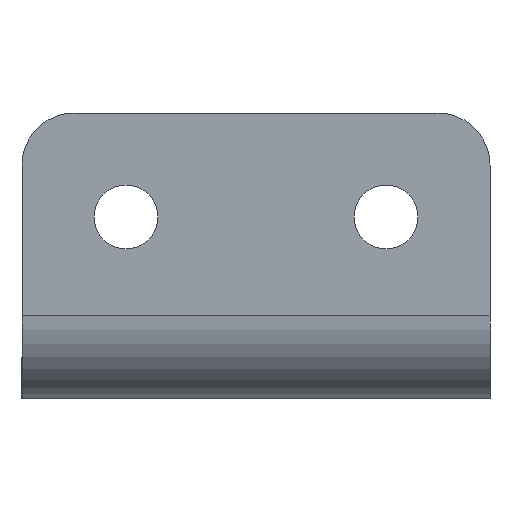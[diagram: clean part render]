
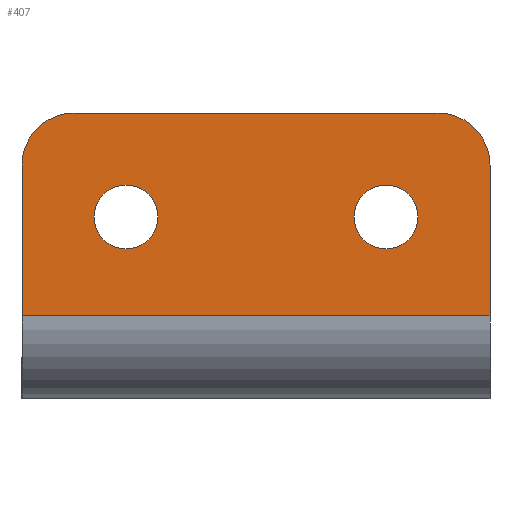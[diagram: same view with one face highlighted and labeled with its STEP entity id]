
A CAD part, front view. The second image highlights one B-rep face of the part: STEP entity #407.
In plain terms, the highlighted planar face has unit normal (0, -1, 0).
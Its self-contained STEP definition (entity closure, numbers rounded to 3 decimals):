
#19=FACE_BOUND('',#80,.T.);
#20=FACE_BOUND('',#81,.T.);
#32=PLANE('',#473);
#53=FACE_OUTER_BOUND('',#79,.T.);
#79=EDGE_LOOP('',(#351,#352,#353,#354,#355,#356));
#80=EDGE_LOOP('',(#357,#358));
#81=EDGE_LOOP('',(#359,#360));
#91=LINE('',#618,#123);
#108=LINE('',#673,#140);
#113=LINE('',#700,#145);
#114=LINE('',#704,#146);
#123=VECTOR('',#491,10.);
#140=VECTOR('',#544,10.);
#145=VECTOR('',#575,10.);
#146=VECTOR('',#582,10.);
#151=CIRCLE('',#432,2.);
#162=CIRCLE('',#451,2.);
#163=CIRCLE('',#454,1.23);
#164=CIRCLE('',#455,1.23);
#165=CIRCLE('',#457,1.23);
#166=CIRCLE('',#458,1.23);
#175=VERTEX_POINT('',#605);
#176=VERTEX_POINT('',#606);
#180=VERTEX_POINT('',#616);
#199=VERTEX_POINT('',#667);
#200=VERTEX_POINT('',#671);
#201=VERTEX_POINT('',#675);
#202=VERTEX_POINT('',#676);
#203=VERTEX_POINT('',#681);
#204=VERTEX_POINT('',#682);
#209=VERTEX_POINT('',#699);
#211=EDGE_CURVE('',#175,#176,#151,.T.);
#217=EDGE_CURVE('',#180,#175,#91,.T.);
#241=EDGE_CURVE('',#199,#180,#162,.T.);
#244=EDGE_CURVE('',#200,#199,#108,.T.);
#245=EDGE_CURVE('',#201,#202,#163,.T.);
#246=EDGE_CURVE('',#202,#201,#164,.T.);
#248=EDGE_CURVE('',#203,#204,#165,.T.);
#249=EDGE_CURVE('',#204,#203,#166,.T.);
#257=EDGE_CURVE('',#200,#209,#113,.T.);
#260=EDGE_CURVE('',#176,#209,#114,.T.);
#351=ORIENTED_EDGE('',*,*,#211,.F.);
#352=ORIENTED_EDGE('',*,*,#217,.F.);
#353=ORIENTED_EDGE('',*,*,#241,.F.);
#354=ORIENTED_EDGE('',*,*,#244,.F.);
#355=ORIENTED_EDGE('',*,*,#257,.T.);
#356=ORIENTED_EDGE('',*,*,#260,.F.);
#357=ORIENTED_EDGE('',*,*,#245,.T.);
#358=ORIENTED_EDGE('',*,*,#246,.T.);
#359=ORIENTED_EDGE('',*,*,#248,.T.);
#360=ORIENTED_EDGE('',*,*,#249,.T.);
#407=ADVANCED_FACE('',(#53,#19,#20),#32,.F.);
#432=AXIS2_PLACEMENT_3D('',#607,#481,#482);
#451=AXIS2_PLACEMENT_3D('',#668,#538,#539);
#454=AXIS2_PLACEMENT_3D('',#677,#547,#548);
#455=AXIS2_PLACEMENT_3D('',#678,#549,#550);
#457=AXIS2_PLACEMENT_3D('',#683,#554,#555);
#458=AXIS2_PLACEMENT_3D('',#684,#556,#557);
#473=AXIS2_PLACEMENT_3D('',#712,#593,#594);
#481=DIRECTION('center_axis',(0.,1.,0.));
#482=DIRECTION('ref_axis',(0.707,0.,0.707));
#491=DIRECTION('',(1.,0.,0.));
#538=DIRECTION('center_axis',(0.,1.,0.));
#539=DIRECTION('ref_axis',(-0.707,0.,0.707));
#544=DIRECTION('',(0.,0.,1.));
#547=DIRECTION('center_axis',(0.,1.,0.));
#548=DIRECTION('ref_axis',(1.,0.,0.));
#549=DIRECTION('center_axis',(0.,1.,0.));
#550=DIRECTION('ref_axis',(1.,0.,0.));
#554=DIRECTION('center_axis',(0.,1.,0.));
#555=DIRECTION('ref_axis',(1.,0.,0.));
#556=DIRECTION('center_axis',(0.,1.,0.));
#557=DIRECTION('ref_axis',(1.,0.,0.));
#575=DIRECTION('',(1.,0.,0.));
#582=DIRECTION('',(0.,0.,-1.));
#593=DIRECTION('center_axis',(0.,1.,0.));
#594=DIRECTION('ref_axis',(1.,0.,0.));
#605=CARTESIAN_POINT('',(7.,-27.5,11.));
#606=CARTESIAN_POINT('',(9.,-27.5,9.));
#607=CARTESIAN_POINT('Origin',(7.,-27.5,9.));
#616=CARTESIAN_POINT('',(-7.,-27.5,11.));
#618=CARTESIAN_POINT('',(-9.,-27.5,11.));
#667=CARTESIAN_POINT('',(-9.,-27.5,9.));
#668=CARTESIAN_POINT('Origin',(-7.,-27.5,9.));
#671=CARTESIAN_POINT('',(-9.,-27.5,3.2));
#673=CARTESIAN_POINT('',(-9.,-27.5,3.2));
#675=CARTESIAN_POINT('',(6.23,-27.5,7.));
#676=CARTESIAN_POINT('',(3.771,-27.5,7.));
#677=CARTESIAN_POINT('Origin',(5.,-27.5,7.));
#678=CARTESIAN_POINT('Origin',(5.,-27.5,7.));
#681=CARTESIAN_POINT('',(-3.77,-27.5,7.));
#682=CARTESIAN_POINT('',(-6.229,-27.5,7.));
#683=CARTESIAN_POINT('Origin',(-5.,-27.5,7.));
#684=CARTESIAN_POINT('Origin',(-5.,-27.5,7.));
#699=CARTESIAN_POINT('',(9.,-27.5,3.2));
#700=CARTESIAN_POINT('',(0.,-27.5,3.2));
#704=CARTESIAN_POINT('',(9.,-27.5,-0.419));
#712=CARTESIAN_POINT('Origin',(0.,-27.5,5.29));
